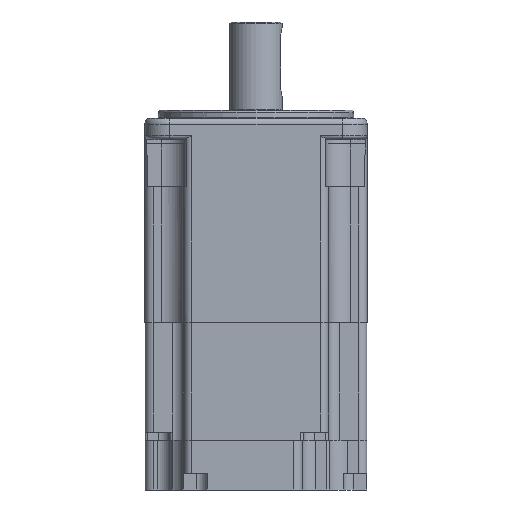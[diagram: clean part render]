
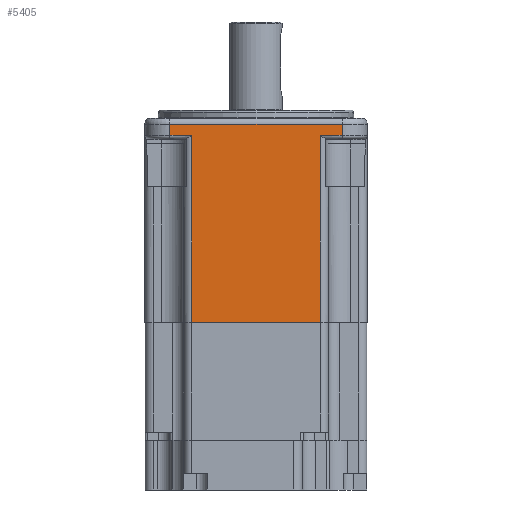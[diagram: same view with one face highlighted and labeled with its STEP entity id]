
A CAD part, left-side view. The second image highlights one B-rep face of the part: STEP entity #5405.
In plain terms, the highlighted planar face has unit normal (-1, 0, 0).
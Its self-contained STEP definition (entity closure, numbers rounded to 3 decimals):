
#1694 = EDGE_CURVE ( 'NONE', #71331, #101105, #94688, .T. ) ;
#2151 = CARTESIAN_POINT ( 'NONE',  ( -40.2, 463.294, -5.566 ) ) ;
#4539 = VERTEX_POINT ( 'NONE', #82058 ) ;
#4669 = DIRECTION ( 'NONE',  ( 1., 0., 0. ) ) ;
#5010 = CARTESIAN_POINT ( 'NONE',  ( -40.2, 517.819, -73.406 ) ) ;
#5323 = CARTESIAN_POINT ( 'NONE',  ( -40.2, 463.294, -73.506 ) ) ;
#5382 = EDGE_CURVE ( 'NONE', #79259, #90947, #73289, .T. ) ;
#5405 = ADVANCED_FACE ( 'NONE', ( #14009 ), #66997, .F. ) ;
#6108 = LINE ( 'NONE', #22715, #41533 ) ;
#8456 = ORIENTED_EDGE ( 'NONE', *, *, #74343, .T. ) ;
#10120 = ORIENTED_EDGE ( 'NONE', *, *, #87749, .T. ) ;
#12873 = ORIENTED_EDGE ( 'NONE', *, *, #99194, .T. ) ;
#14009 = FACE_OUTER_BOUND ( 'NONE', #29418, .T. ) ;
#14465 = DIRECTION ( 'NONE',  ( 0., 0., -1. ) ) ;
#14527 = EDGE_CURVE ( 'NONE', #39979, #88590, #6108, .T. ) ;
#18227 = CARTESIAN_POINT ( 'NONE',  ( -40.2, 461.283, -5.566 ) ) ;
#19091 = ORIENTED_EDGE ( 'NONE', *, *, #26835, .F. ) ;
#21438 = LINE ( 'NONE', #5323, #80803 ) ;
#22715 = CARTESIAN_POINT ( 'NONE',  ( -40.2, 461.283, -73.406 ) ) ;
#23449 = DIRECTION ( 'NONE',  ( 0., -1., 0. ) ) ;
#26835 = EDGE_CURVE ( 'NONE', #79259, #4539, #101717, .T. ) ;
#26972 = VECTOR ( 'NONE', #41066, 1000. ) ;
#29162 = VECTOR ( 'NONE', #30454, 1000. ) ;
#29292 = CARTESIAN_POINT ( 'NONE',  ( -40.2, 525.772, -5.566 ) ) ;
#29418 = EDGE_LOOP ( 'NONE', ( #82560, #10120, #46379, #94085, #12873, #19091, #86009, #8456 ) ) ;
#30454 = DIRECTION ( 'NONE',  ( 0., 0., 1. ) ) ;
#37808 = DIRECTION ( 'NONE',  ( 0., 1., 0. ) ) ;
#39838 = VECTOR ( 'NONE', #14465, 1000. ) ;
#39979 = VERTEX_POINT ( 'NONE', #65307 ) ;
#41066 = DIRECTION ( 'NONE',  ( 0., -1., 0. ) ) ;
#41533 = VECTOR ( 'NONE', #37808, 1000. ) ;
#42116 = EDGE_CURVE ( 'NONE', #101105, #54298, #21438, .T. ) ;
#43167 = CARTESIAN_POINT ( 'NONE',  ( -40.2, 517.819, -5.566 ) ) ;
#43675 = DIRECTION ( 'NONE',  ( 0., -1., 0. ) ) ;
#45353 = CARTESIAN_POINT ( 'NONE',  ( -40.2, 461.283, -1.506 ) ) ;
#45716 = CARTESIAN_POINT ( 'NONE',  ( -40.2, 461.283, -73.506 ) ) ;
#46379 = ORIENTED_EDGE ( 'NONE', *, *, #1694, .T. ) ;
#48584 = AXIS2_PLACEMENT_3D ( 'NONE', #45716, #4669, #43675 ) ;
#49451 = VECTOR ( 'NONE', #68695, 1000. ) ;
#51291 = LINE ( 'NONE', #90810, #93171 ) ;
#52126 = DIRECTION ( 'NONE',  ( 0., 0., 1. ) ) ;
#53369 = CARTESIAN_POINT ( 'NONE',  ( -40.2, 525.772, -37.506 ) ) ;
#54298 = VERTEX_POINT ( 'NONE', #72902 ) ;
#59560 = DIRECTION ( 'NONE',  ( 0., 0., 1. ) ) ;
#65307 = CARTESIAN_POINT ( 'NONE',  ( -40.2, 471.246, -73.406 ) ) ;
#66997 = PLANE ( 'NONE',  #48584 ) ;
#68520 = LINE ( 'NONE', #100304, #39838 ) ;
#68695 = DIRECTION ( 'NONE',  ( 0., 1., 0. ) ) ;
#71331 = VERTEX_POINT ( 'NONE', #83429 ) ;
#72902 = CARTESIAN_POINT ( 'NONE',  ( -40.2, 463.294, -1.506 ) ) ;
#73289 = LINE ( 'NONE', #18227, #26972 ) ;
#74343 = EDGE_CURVE ( 'NONE', #90947, #88590, #68520, .T. ) ;
#77553 = LINE ( 'NONE', #45353, #49451 ) ;
#79259 = VERTEX_POINT ( 'NONE', #29292 ) ;
#80803 = VECTOR ( 'NONE', #52126, 1000. ) ;
#82058 = CARTESIAN_POINT ( 'NONE',  ( -40.2, 525.772, -1.506 ) ) ;
#82560 = ORIENTED_EDGE ( 'NONE', *, *, #14527, .F. ) ;
#83013 = VECTOR ( 'NONE', #23449, 1000. ) ;
#83429 = CARTESIAN_POINT ( 'NONE',  ( -40.2, 471.246, -5.566 ) ) ;
#86009 = ORIENTED_EDGE ( 'NONE', *, *, #5382, .T. ) ;
#87749 = EDGE_CURVE ( 'NONE', #39979, #71331, #51291, .T. ) ;
#88590 = VERTEX_POINT ( 'NONE', #5010 ) ;
#90810 = CARTESIAN_POINT ( 'NONE',  ( -40.2, 471.246, -37.506 ) ) ;
#90947 = VERTEX_POINT ( 'NONE', #43167 ) ;
#93171 = VECTOR ( 'NONE', #59560, 1000. ) ;
#94085 = ORIENTED_EDGE ( 'NONE', *, *, #42116, .T. ) ;
#94688 = LINE ( 'NONE', #101486, #83013 ) ;
#99194 = EDGE_CURVE ( 'NONE', #54298, #4539, #77553, .T. ) ;
#100304 = CARTESIAN_POINT ( 'NONE',  ( -40.2, 517.819, -73.506 ) ) ;
#101105 = VERTEX_POINT ( 'NONE', #2151 ) ;
#101486 = CARTESIAN_POINT ( 'NONE',  ( -40.2, 457.61, -5.566 ) ) ;
#101717 = LINE ( 'NONE', #53369, #29162 ) ;
